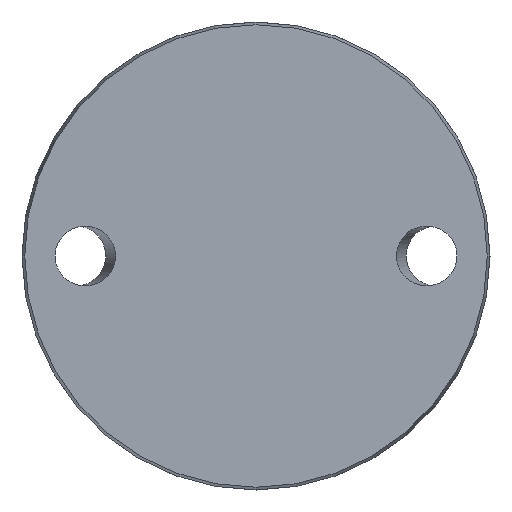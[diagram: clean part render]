
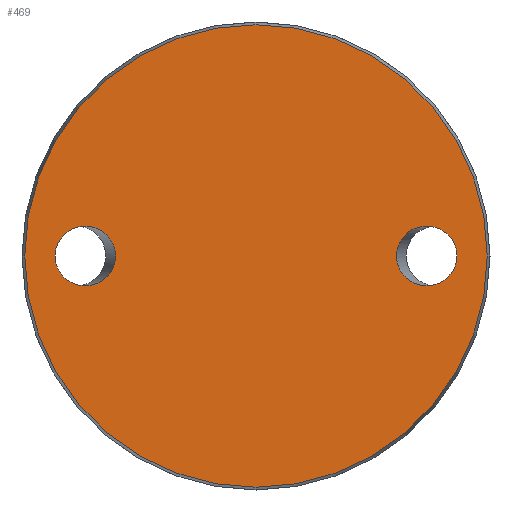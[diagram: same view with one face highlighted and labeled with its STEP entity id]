
A CAD part, front view. The second image highlights one B-rep face of the part: STEP entity #469.
In plain terms, the highlighted planar face has unit normal (0, -1, 0).
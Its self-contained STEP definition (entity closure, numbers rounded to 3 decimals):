
#56 = FACE_BOUND ( 'NONE', #310, .T. ) ;
#66 = PLANE ( 'NONE',  #108 ) ;
#71 = VERTEX_POINT ( 'NONE', #305 ) ;
#108 = AXIS2_PLACEMENT_3D ( 'NONE', #662, #717, #199 ) ;
#109 = CARTESIAN_POINT ( 'NONE',  ( 42.087, 0., 12.5 ) ) ;
#111 = CARTESIAN_POINT ( 'NONE',  ( -42.087, 0., 0. ) ) ;
#121 = DIRECTION ( 'NONE',  ( 0., -1., 0. ) ) ;
#152 = CIRCLE ( 'NONE', #532, 48.425 ) ;
#176 = DIRECTION ( 'NONE',  ( 0., 0., -1. ) ) ;
#182 =( BOUNDED_CURVE ( )  B_SPLINE_CURVE ( 3, ( #111, #273, #585, #393, #224, #768, #220 ),
 .UNSPECIFIED., .T., .F. ) 
 B_SPLINE_CURVE_WITH_KNOTS ( ( 4, 3, 4 ),
 ( 0., 3.142, 6.283 ),
 .UNSPECIFIED. ) 
 CURVE ( )  GEOMETRIC_REPRESENTATION_ITEM ( )  RATIONAL_B_SPLINE_CURVE ( ( 1., 0.333, 0.333, 1., 0.333, 0.333, 1. ) ) 
 REPRESENTATION_ITEM ( '' )  );
#199 = DIRECTION ( 'NONE',  ( 0., 0., 1. ) ) ;
#220 = CARTESIAN_POINT ( 'NONE',  ( -42.087, 0., 0. ) ) ;
#224 = CARTESIAN_POINT ( 'NONE',  ( -29.413, 0., -12.5 ) ) ;
#242 = ORIENTED_EDGE ( 'NONE', *, *, #555, .T. ) ;
#262 = ORIENTED_EDGE ( 'NONE', *, *, #330, .T. ) ;
#273 = CARTESIAN_POINT ( 'NONE',  ( -42.087, 0., 12.5 ) ) ;
#301 = CARTESIAN_POINT ( 'NONE',  ( 0., 0., 0. ) ) ;
#305 = CARTESIAN_POINT ( 'NONE',  ( -42.087, 0., 0. ) ) ;
#310 = EDGE_LOOP ( 'NONE', ( #784 ) ) ;
#330 = EDGE_CURVE ( 'NONE', #71, #71, #182, .T. ) ;
#363 = FACE_BOUND ( 'NONE', #650, .T. ) ;
#375 = CARTESIAN_POINT ( 'NONE',  ( 29.413, 0., 0. ) ) ;
#384 = CARTESIAN_POINT ( 'NONE',  ( 42.087, 0., 0. ) ) ;
#393 = CARTESIAN_POINT ( 'NONE',  ( -29.413, 0., 0. ) ) ;
#469 = ADVANCED_FACE ( 'NONE', ( #363, #56, #550 ), #66, .F. ) ;
#504 = VERTEX_POINT ( 'NONE', #698 ) ;
#512 = VERTEX_POINT ( 'NONE', #384 ) ;
#532 = AXIS2_PLACEMENT_3D ( 'NONE', #301, #121, #176 ) ;
#550 = FACE_OUTER_BOUND ( 'NONE', #711, .T. ) ;
#555 = EDGE_CURVE ( 'NONE', #504, #504, #152, .T. ) ;
#570 = CARTESIAN_POINT ( 'NONE',  ( 29.413, 0., -12.5 ) ) ;
#585 = CARTESIAN_POINT ( 'NONE',  ( -29.413, 0., 12.5 ) ) ;
#643 =( BOUNDED_CURVE ( )  B_SPLINE_CURVE ( 3, ( #740, #723, #570, #375, #763, #109, #777 ),
 .UNSPECIFIED., .T., .T. ) 
 B_SPLINE_CURVE_WITH_KNOTS ( ( 4, 3, 4 ),
 ( 0., 3.142, 6.283 ),
 .UNSPECIFIED. ) 
 CURVE ( )  GEOMETRIC_REPRESENTATION_ITEM ( )  RATIONAL_B_SPLINE_CURVE ( ( 1., 0.333, 0.333, 1., 0.333, 0.333, 1. ) ) 
 REPRESENTATION_ITEM ( '' )  );
#650 = EDGE_LOOP ( 'NONE', ( #262 ) ) ;
#654 = EDGE_CURVE ( 'NONE', #512, #512, #643, .T. ) ;
#662 = CARTESIAN_POINT ( 'NONE',  ( -48.425, 0., 0. ) ) ;
#698 = CARTESIAN_POINT ( 'NONE',  ( 0., 0., -48.425 ) ) ;
#711 = EDGE_LOOP ( 'NONE', ( #242 ) ) ;
#717 = DIRECTION ( 'NONE',  ( 0., 1., 0. ) ) ;
#723 = CARTESIAN_POINT ( 'NONE',  ( 42.087, 0., -12.5 ) ) ;
#740 = CARTESIAN_POINT ( 'NONE',  ( 42.087, 0., 0. ) ) ;
#763 = CARTESIAN_POINT ( 'NONE',  ( 29.413, 0., 12.5 ) ) ;
#768 = CARTESIAN_POINT ( 'NONE',  ( -42.087, 0., -12.5 ) ) ;
#777 = CARTESIAN_POINT ( 'NONE',  ( 42.087, 0., 0. ) ) ;
#784 = ORIENTED_EDGE ( 'NONE', *, *, #654, .T. ) ;
